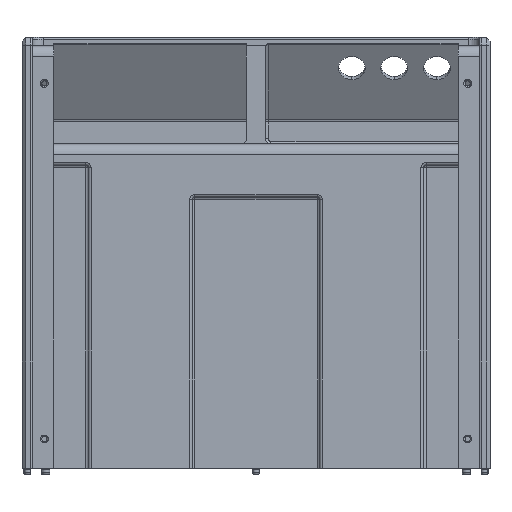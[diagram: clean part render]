
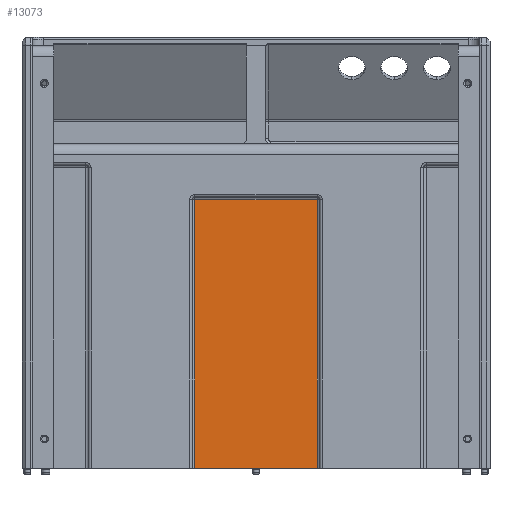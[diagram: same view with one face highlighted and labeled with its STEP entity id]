
A CAD part, front view. The second image highlights one B-rep face of the part: STEP entity #13073.
In plain terms, the highlighted planar face has unit normal (0, -1, 0).
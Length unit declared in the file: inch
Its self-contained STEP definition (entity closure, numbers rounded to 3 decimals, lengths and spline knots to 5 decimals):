
#1390 = VERTEX_POINT ( 'NONE', #23276 ) ;
#1972 = ORIENTED_EDGE ( 'NONE', *, *, #36246, .T. ) ;
#2167 = ORIENTED_EDGE ( 'NONE', *, *, #27135, .T. ) ;
#5127 = EDGE_LOOP ( 'NONE', ( #1972, #2167, #17306, #33717 ) ) ;
#5501 = DIRECTION ( 'NONE',  ( 0., 1., 0. ) ) ;
#5504 = VECTOR ( 'NONE', #24788, 39.37008 ) ;
#6351 = CARTESIAN_POINT ( 'NONE',  ( 0., -1.473, -7.875 ) ) ;
#6881 = DIRECTION ( 'NONE',  ( 0., 0., -1. ) ) ;
#10513 = AXIS2_PLACEMENT_3D ( 'NONE', #27959, #5501, #32124 ) ;
#13073 = ADVANCED_FACE ( 'NONE', ( #16857 ), #31948, .F. ) ;
#13289 = VERTEX_POINT ( 'NONE', #22939 ) ;
#16857 = FACE_OUTER_BOUND ( 'NONE', #5127, .T. ) ;
#17146 = CARTESIAN_POINT ( 'NONE',  ( -4.24697, -1.473, -1.562 ) ) ;
#17306 = ORIENTED_EDGE ( 'NONE', *, *, #22232, .T. ) ;
#17715 = CARTESIAN_POINT ( 'NONE',  ( -4.18697, -1.473, -7.875 ) ) ;
#22232 = EDGE_CURVE ( 'NONE', #13289, #1390, #39325, .T. ) ;
#22939 = CARTESIAN_POINT ( 'NONE',  ( -1.31303, -1.473, -7.875 ) ) ;
#23276 = CARTESIAN_POINT ( 'NONE',  ( -1.31303, -1.473, -1.562 ) ) ;
#24788 = DIRECTION ( 'NONE',  ( -1., 0., 0. ) ) ;
#25594 = VECTOR ( 'NONE', #40617, 39.37008 ) ;
#27135 = EDGE_CURVE ( 'NONE', #33344, #13289, #35725, .T. ) ;
#27583 = CARTESIAN_POINT ( 'NONE',  ( -1.31303, -1.473, -1.502 ) ) ;
#27959 = CARTESIAN_POINT ( 'NONE',  ( 0., -1.473, 0. ) ) ;
#28006 = VECTOR ( 'NONE', #31405, 39.37008 ) ;
#29680 = CARTESIAN_POINT ( 'NONE',  ( -4.18697, -1.473, -17.67906 ) ) ;
#31405 = DIRECTION ( 'NONE',  ( 0., 0., 1. ) ) ;
#31948 = PLANE ( 'NONE',  #10513 ) ;
#32124 = DIRECTION ( 'NONE',  ( 0., 0., 1. ) ) ;
#32319 = LINE ( 'NONE', #29680, #41248 ) ;
#32641 = VERTEX_POINT ( 'NONE', #43100 ) ;
#33344 = VERTEX_POINT ( 'NONE', #17715 ) ;
#33717 = ORIENTED_EDGE ( 'NONE', *, *, #36654, .T. ) ;
#35725 = LINE ( 'NONE', #6351, #25594 ) ;
#35882 = LINE ( 'NONE', #17146, #5504 ) ;
#36246 = EDGE_CURVE ( 'NONE', #32641, #33344, #32319, .T. ) ;
#36654 = EDGE_CURVE ( 'NONE', #1390, #32641, #35882, .T. ) ;
#39325 = LINE ( 'NONE', #27583, #28006 ) ;
#40617 = DIRECTION ( 'NONE',  ( 1., 0., 0. ) ) ;
#41248 = VECTOR ( 'NONE', #6881, 39.37008 ) ;
#43100 = CARTESIAN_POINT ( 'NONE',  ( -4.18697, -1.473, -1.562 ) ) ;
